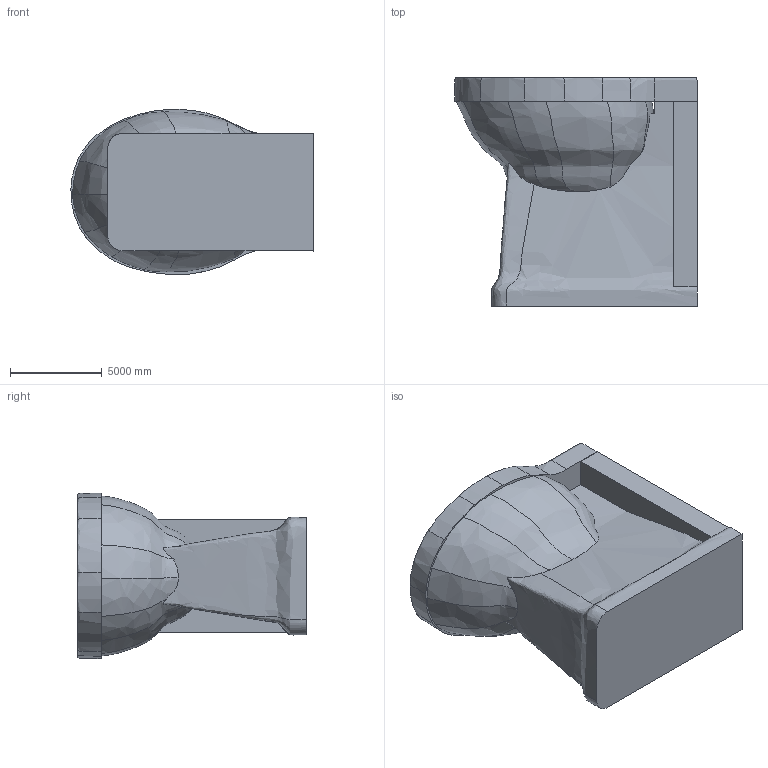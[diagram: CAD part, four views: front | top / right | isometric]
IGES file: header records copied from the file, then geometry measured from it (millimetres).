
Global section: file name: ARC7 bidet; native system: AutoCAD 2016 - English; preprocessor: Autodesk Translation Framework DWG producer (atf_dwg_producer); organization: unknown; date: 20170221.113958; units: inch
Bounding box: 13214.62 x 12446 x 9012.45 mm (x, y, z)
Volume: 617587234602.3 mm3; surface area: 804151071.1 mm2
Topology: 1 solids, 2 shells, 101 faces, 297 edges, 201 vertices
Faces by surface type: bspline 101
